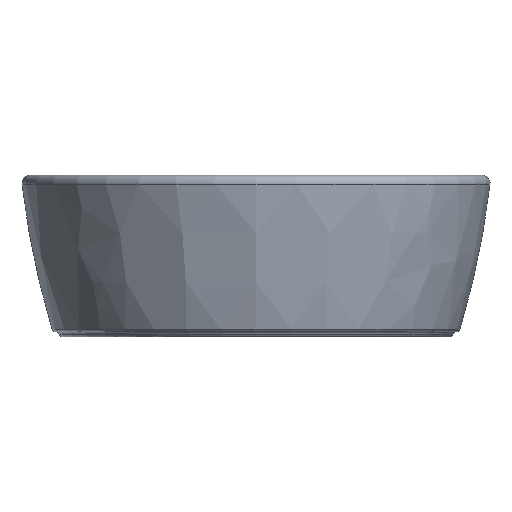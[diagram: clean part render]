
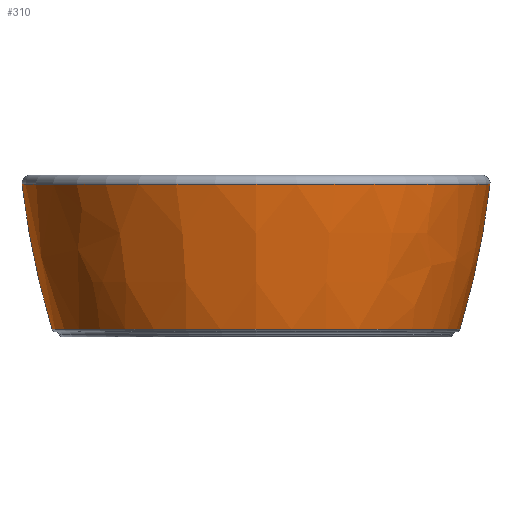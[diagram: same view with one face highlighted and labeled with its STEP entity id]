
A CAD part, left-side view. The second image highlights one B-rep face of the part: STEP entity #310.
In plain terms, the highlighted free-form (B-spline) face has degree [3, 3] with [4, 4] control points.
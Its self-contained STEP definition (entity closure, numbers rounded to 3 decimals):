
#310=ADVANCED_FACE('',(#976),#692,.T.);
#692=(
BOUNDED_SURFACE()
B_SPLINE_SURFACE(3,3,((#9723,#9724,#9725,#9726),(#9727,#9728,#9729,#9730),
(#9731,#9732,#9733,#9734),(#9735,#9736,#9737,#9738)),.UNSPECIFIED.,.F.,
 .F.,.F.)
B_SPLINE_SURFACE_WITH_KNOTS((4,4),(4,4),(0.,1.),(0.,1.),.UNSPECIFIED.)
GEOMETRIC_REPRESENTATION_ITEM()
RATIONAL_B_SPLINE_SURFACE(((1.,0.333,0.333,1.),
(0.997,0.332,0.332,0.997),
(0.997,0.332,0.332,0.997),
(1.,0.333,0.333,1.)))
REPRESENTATION_ITEM('')
SURFACE()
);
#976=FACE_OUTER_BOUND('',#1372,.T.);
#1372=EDGE_LOOP('',(#2156,#2157,#2158,#2159));
#1762=CIRCLE('',#5882,224.013);
#1763=CIRCLE('',#5884,800.);
#1764=CIRCLE('',#5885,195.191);
#1765=CIRCLE('',#5886,800.);
#2156=ORIENTED_EDGE('',*,*,#4463,.T.);
#2157=ORIENTED_EDGE('',*,*,#4464,.F.);
#2158=ORIENTED_EDGE('',*,*,#4465,.T.);
#2159=ORIENTED_EDGE('',*,*,#4462,.F.);
#3929=VERTEX_POINT('',#9711);
#3931=VERTEX_POINT('',#9715);
#3932=VERTEX_POINT('',#9719);
#3933=VERTEX_POINT('',#9721);
#4462=EDGE_CURVE('',#3931,#3929,#1762,.T.);
#4463=EDGE_CURVE('',#3931,#3932,#1763,.T.);
#4464=EDGE_CURVE('',#3933,#3932,#1764,.T.);
#4465=EDGE_CURVE('',#3933,#3929,#1765,.T.);
#5882=AXIS2_PLACEMENT_3D('',#9716,#6212,#6213);
#5884=AXIS2_PLACEMENT_3D('',#9718,#6216,#6217);
#5885=AXIS2_PLACEMENT_3D('',#9720,#6218,#6219);
#5886=AXIS2_PLACEMENT_3D('',#9722,#6220,#6221);
#6212=DIRECTION('',(0.,0.,1.));
#6213=DIRECTION('',(-1.,0.,0.));
#6216=DIRECTION('',(-1.,0.,0.));
#6217=DIRECTION('',(0.,0.,1.));
#6218=DIRECTION('',(0.,0.,-1.));
#6219=DIRECTION('',(-1.,0.,0.));
#6220=DIRECTION('',(-1.,0.,0.));
#6221=DIRECTION('',(0.,0.,1.));
#9711=CARTESIAN_POINT('',(0.,-224.013,-8.924));
#9715=CARTESIAN_POINT('',(0.,224.013,-8.924));
#9716=CARTESIAN_POINT('',(0.,0.,-8.924));
#9718=CARTESIAN_POINT('',(0.,-570.635,83.457));
#9719=CARTESIAN_POINT('',(0.,195.191,-147.867));
#9720=CARTESIAN_POINT('',(0.,0.,-147.867));
#9721=CARTESIAN_POINT('',(0.,-195.191,-147.867));
#9722=CARTESIAN_POINT('',(0.,570.635,83.457));
#9723=CARTESIAN_POINT('',(0.,-195.191,-147.867));
#9724=CARTESIAN_POINT('',(-390.382,-195.191,-147.867));
#9725=CARTESIAN_POINT('',(-390.382,195.191,-147.867));
#9726=CARTESIAN_POINT('',(0.,195.191,-147.867));
#9727=CARTESIAN_POINT('',(0.,-208.904,-102.468));
#9728=CARTESIAN_POINT('',(-417.808,-208.904,-102.468));
#9729=CARTESIAN_POINT('',(-417.808,208.904,-102.468));
#9730=CARTESIAN_POINT('',(0.,208.904,-102.468));
#9731=CARTESIAN_POINT('',(0.,-218.537,-56.032));
#9732=CARTESIAN_POINT('',(-437.074,-218.537,-56.032));
#9733=CARTESIAN_POINT('',(-437.074,218.537,-56.032));
#9734=CARTESIAN_POINT('',(0.,218.537,-56.032));
#9735=CARTESIAN_POINT('',(0.,-224.013,-8.924));
#9736=CARTESIAN_POINT('',(-448.027,-224.013,-8.924));
#9737=CARTESIAN_POINT('',(-448.027,224.013,-8.924));
#9738=CARTESIAN_POINT('',(0.,224.013,-8.924));
